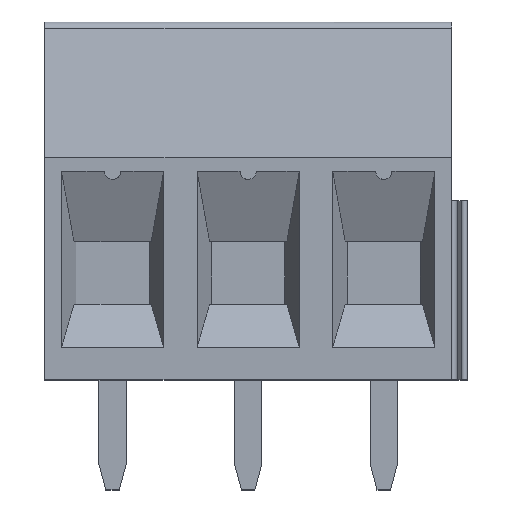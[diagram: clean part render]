
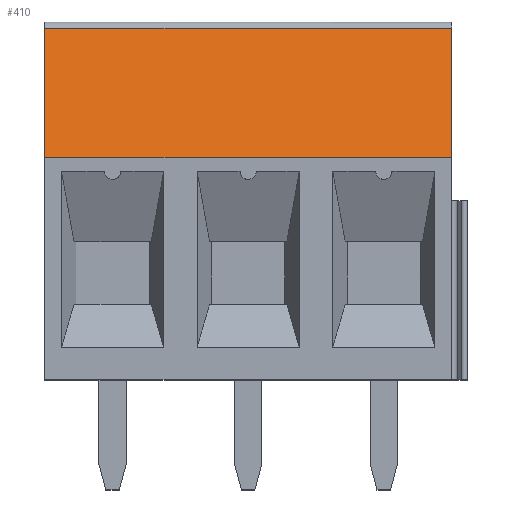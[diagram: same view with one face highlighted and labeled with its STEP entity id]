
A CAD part, top view. The second image highlights one B-rep face of the part: STEP entity #410.
In plain terms, the highlighted planar face has unit normal (0, 0.241, 0.97).
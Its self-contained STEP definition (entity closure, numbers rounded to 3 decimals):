
#410 = ADVANCED_FACE( '', ( #872 ), #873, .F. );
#872 = FACE_OUTER_BOUND( '', #1377, .T. );
#873 = PLANE( '', #1378 );
#1377 = EDGE_LOOP( '', ( #2580, #2581, #2582, #2583 ) );
#1378 = AXIS2_PLACEMENT_3D( '', #2584, #2585, #2586 );
#2580 = ORIENTED_EDGE( '', *, *, #3440, .T. );
#2581 = ORIENTED_EDGE( '', *, *, #3405, .T. );
#2582 = ORIENTED_EDGE( '', *, *, #3138, .F. );
#2583 = ORIENTED_EDGE( '', *, *, #3072, .T. );
#2584 = CARTESIAN_POINT( '', ( 5.96, 13.222, -1.654 ) );
#2585 = DIRECTION( '', ( 0., -0.241, -0.97 ) );
#2586 = DIRECTION( '', ( 0., -0.97, 0.241 ) );
#3072 = EDGE_CURVE( '', #3705, #3706, #3707, .T. );
#3138 = EDGE_CURVE( '', #3705, #3819, #3820, .T. );
#3405 = EDGE_CURVE( '', #4234, #3819, #4235, .T. );
#3440 = EDGE_CURVE( '', #3706, #4234, #4276, .T. );
#3705 = VERTEX_POINT( '', #4614 );
#3706 = VERTEX_POINT( '', #4615 );
#3707 = LINE( '', #4616, #4617 );
#3819 = VERTEX_POINT( '', #4783 );
#3820 = LINE( '', #4784, #4785 );
#4234 = VERTEX_POINT( '', #5379 );
#4235 = LINE( '', #5380, #5381 );
#4276 = LINE( '', #5452, #5453 );
#4614 = CARTESIAN_POINT( '', ( 35., 8.197, -0.404 ) );
#4615 = CARTESIAN_POINT( '', ( 35., 12.967, -1.591 ) );
#4616 = CARTESIAN_POINT( '', ( 35., 8.197, -0.404 ) );
#4617 = VECTOR( '', #5771, 1000. );
#4783 = CARTESIAN_POINT( '', ( 20., 8.197, -0.404 ) );
#4784 = CARTESIAN_POINT( '', ( 30.12, 8.197, -0.404 ) );
#4785 = VECTOR( '', #5841, 1000. );
#5379 = CARTESIAN_POINT( '', ( 20., 12.967, -1.591 ) );
#5380 = CARTESIAN_POINT( '', ( 20., 12.967, -1.591 ) );
#5381 = VECTOR( '', #6125, 1000. );
#5452 = CARTESIAN_POINT( '', ( 30.12, 12.967, -1.591 ) );
#5453 = VECTOR( '', #6145, 1000. );
#5771 = DIRECTION( '', ( 0., 0.97, -0.241 ) );
#5841 = DIRECTION( '', ( -1., 0., 0. ) );
#6125 = DIRECTION( '', ( 0., -0.97, 0.241 ) );
#6145 = DIRECTION( '', ( -1., 0., 0. ) );
